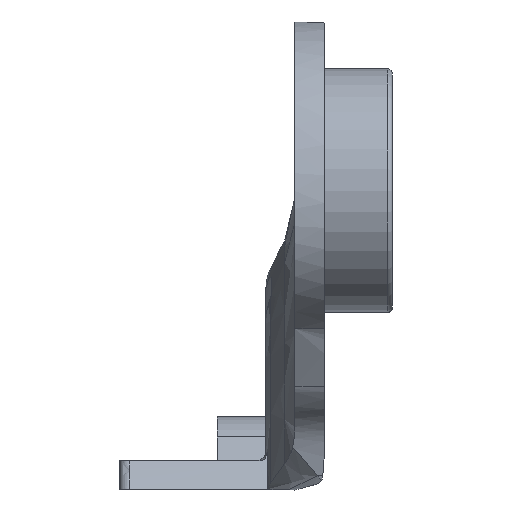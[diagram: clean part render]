
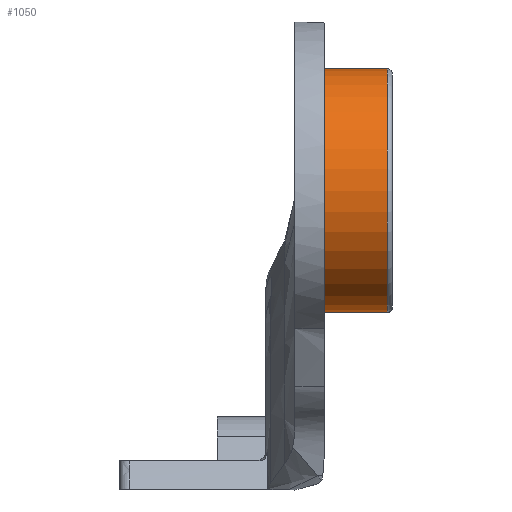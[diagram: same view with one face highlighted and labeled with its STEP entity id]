
A CAD part, left-side view. The second image highlights one B-rep face of the part: STEP entity #1050.
In plain terms, the highlighted cylindrical face has radius 12.5 mm (diameter 25 mm), a full revolution.
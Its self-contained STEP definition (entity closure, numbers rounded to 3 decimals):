
#119=LINE('',#1589,#188);
#188=VECTOR('',#1239,12.5);
#257=CYLINDRICAL_SURFACE('',#1134,12.5);
#279=FACE_OUTER_BOUND('',#339,.T.);
#339=EDGE_LOOP('',(#739,#740,#741,#742,#743));
#407=CIRCLE('',#1132,12.5);
#408=CIRCLE('',#1133,12.5);
#409=CIRCLE('',#1135,12.5);
#446=VERTEX_POINT('',#1582);
#447=VERTEX_POINT('',#1584);
#448=VERTEX_POINT('',#1588);
#561=EDGE_CURVE('',#446,#447,#407,.T.);
#562=EDGE_CURVE('',#447,#446,#408,.T.);
#563=EDGE_CURVE('',#447,#448,#119,.T.);
#564=EDGE_CURVE('',#448,#448,#409,.T.);
#739=ORIENTED_EDGE('',*,*,#562,.F.);
#740=ORIENTED_EDGE('',*,*,#563,.T.);
#741=ORIENTED_EDGE('',*,*,#564,.F.);
#742=ORIENTED_EDGE('',*,*,#563,.F.);
#743=ORIENTED_EDGE('',*,*,#561,.F.);
#1050=ADVANCED_FACE('',(#279),#257,.T.);
#1132=AXIS2_PLACEMENT_3D('',#1585,#1233,#1234);
#1133=AXIS2_PLACEMENT_3D('',#1586,#1235,#1236);
#1134=AXIS2_PLACEMENT_3D('',#1587,#1237,#1238);
#1135=AXIS2_PLACEMENT_3D('',#1590,#1240,#1241);
#1233=DIRECTION('center_axis',(0.,-1.,0.));
#1234=DIRECTION('ref_axis',(1.,0.,0.));
#1235=DIRECTION('center_axis',(0.,-1.,0.));
#1236=DIRECTION('ref_axis',(1.,0.,0.));
#1237=DIRECTION('center_axis',(0.,-1.,0.));
#1238=DIRECTION('ref_axis',(1.,0.,0.));
#1239=DIRECTION('',(0.,1.,0.));
#1240=DIRECTION('center_axis',(0.,1.,0.));
#1241=DIRECTION('ref_axis',(1.,0.,0.));
#1582=CARTESIAN_POINT('',(-45.649,-6.5,43.25));
#1584=CARTESIAN_POINT('',(-58.149,-6.5,30.75));
#1585=CARTESIAN_POINT('Origin',(-45.649,-6.5,30.75));
#1586=CARTESIAN_POINT('Origin',(-45.649,-6.5,30.75));
#1587=CARTESIAN_POINT('Origin',(-45.649,0.,30.75));
#1588=CARTESIAN_POINT('',(-58.149,0.,30.75));
#1589=CARTESIAN_POINT('',(-58.149,0.,30.75));
#1590=CARTESIAN_POINT('Origin',(-45.649,0.,30.75));
